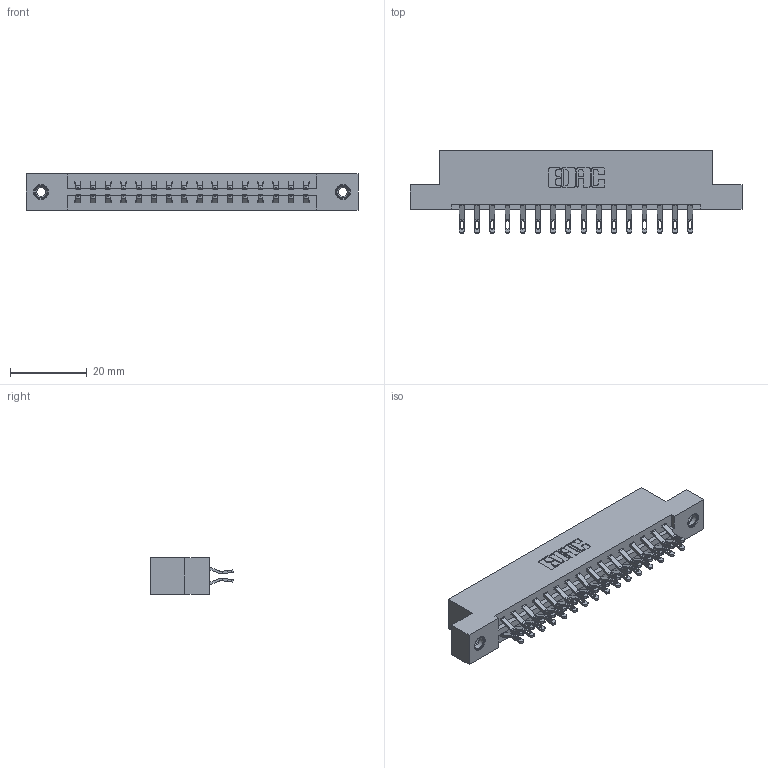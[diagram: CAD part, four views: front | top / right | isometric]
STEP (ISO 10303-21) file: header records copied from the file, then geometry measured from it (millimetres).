
FILE_DESCRIPTION (( 'STEP AP203' ), '1' );
FILE_NAME ('337-032-555-208.STEP', '2019-10-08T19:34:10', ( '' ), ( '' ), 'SwSTEP 2.0', 'SolidWorks 2016', '' );
FILE_SCHEMA (( 'CONFIG_CONTROL_DESIGN' ));
Length unit declared in the file: inch
Products named in the file (4): 337 Part_Flush Mounting Lugs - 0.156 Dia-TI; 345-250-001_345-250-003-102; 345-292-001_555 Tail; 337-032-555-208
Assembly tree (35 placements, depth 2):
  337-032-555-208
    337 Part_Flush Mounting Lugs - 0.156 Dia-TI
    345-292-001_555 Tail  x32
    345-250-001_345-250-003-102  x2
Bounding box: 86.41 x 21.47 x 9.4 mm (x, y, z)
Volume: 8846.9 mm3; surface area: 10122.6 mm2
Topology: 35 solids, 35 shells, 2094 faces, 6495 edges, 4322 vertices
Faces by surface type: plane 1254, cylinder 824, cone 12, torus 4
Entity records: 17280 total; most frequent: CARTESIAN_POINT 2947, ORIENTED_EDGE 2846, DIRECTION 2557, EDGE_CURVE 1423, VECTOR 1255, LINE 1255, VERTEX_POINT 944, AXIS2_PLACEMENT_3D 651
